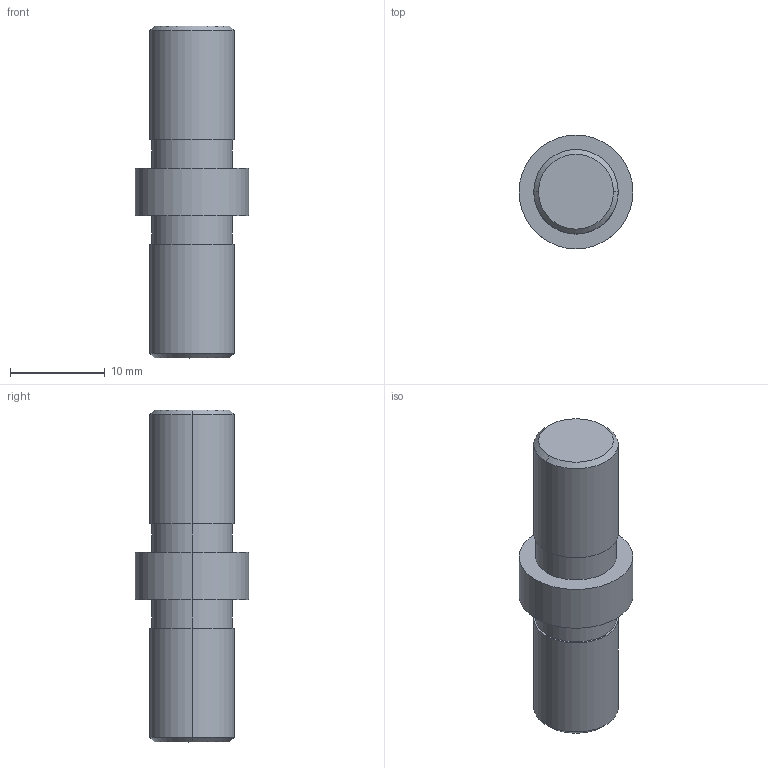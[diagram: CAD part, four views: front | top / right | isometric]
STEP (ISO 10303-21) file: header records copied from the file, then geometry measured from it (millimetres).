
FILE_DESCRIPTION (( 'STEP AP203' ), '1' );
FILE_NAME ('50427-240.step', '2021-06-02T09:54:21', ( '' ), ( '' ), 'SwSTEP 2.0', 'SolidWorks 2018', '' );
FILE_SCHEMA (( 'CONFIG_CONTROL_DESIGN' ));
Length unit declared in the file: millimetre
Products named in the file (2): 50427-240
Bounding box: 12 x 12 x 35 mm (x, y, z)
Volume: 2392.1 mm3; surface area: 1256 mm2
Topology: 1 solids, 1 shells, 281 faces, 746 edges, 496 vertices
Faces by surface type: plane 161, bspline 106, cylinder 10, cone 4
Entity records: 14087 total; most frequent: CARTESIAN_POINT 7647, ORIENTED_EDGE 1492, DIRECTION 912, EDGE_CURVE 746, VECTOR 510, LINE 510, VERTEX_POINT 496, EDGE_LOOP 310
